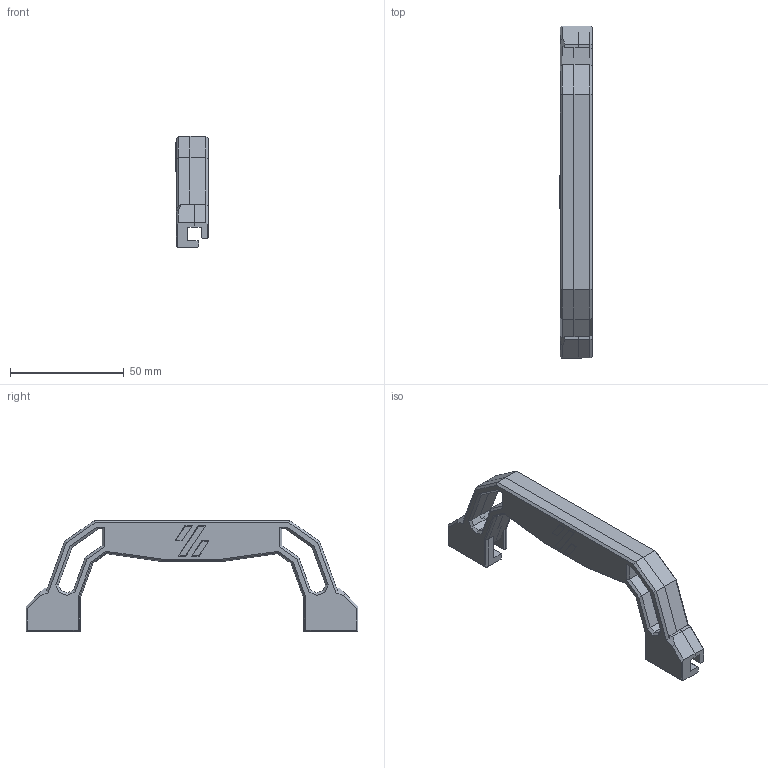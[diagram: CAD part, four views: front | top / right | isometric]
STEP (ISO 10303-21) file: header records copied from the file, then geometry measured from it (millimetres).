
FILE_DESCRIPTION(('HOOPS Exchange Step'),'2;1');
FILE_NAME('temp_export','2022-12-23T12:15:37-06:00',('mobile'),('Shapr3D Limited'),'HOOPS Exchange 2022.1','Shapr3D','Authorized');
FILE_SCHEMA( ('AUTOMOTIVE_DESIGN { 1 0 10303 214 1 1 1 1 }') );
Length unit declared in the file: millimetre
Products named in the file (6): Logo:1; M3 Threaded Insert (2):4 (1):1; M3x8 BHCS:1; Hardware:1; V02_Handle.step; root
Assembly tree (5 placements, depth 4):
  root
    V02_Handle.step
      Logo:1
      Hardware:1
        M3 Threaded Insert (2):4 (1):1
        M3x8 BHCS:1
Bounding box: 14.24 x 145.71 x 48.75 mm (x, y, z)
Volume: 33080.9 mm3; surface area: 21011.3 mm2
Topology: 11 solids, 11 shells, 1648 faces, 4521 edges, 2935 vertices
Faces by surface type: bspline 860, cylinder 378, plane 340, cone 66, sphere 4
Full cylindrical faces by diameter (mm): 3 x8, 3.4 x8, 4.7 x4, 5.05 x4, 5.16 x4, 5.56 x4, 5.7 x4, 6 x4
Entity records: 59266 total; most frequent: CARTESIAN_POINT 23731, ORIENTED_EDGE 9042, DIRECTION 5218, EDGE_CURVE 4521, VERTEX_POINT 2935, VECTOR 2014, LINE 2014, EDGE_LOOP 1718
